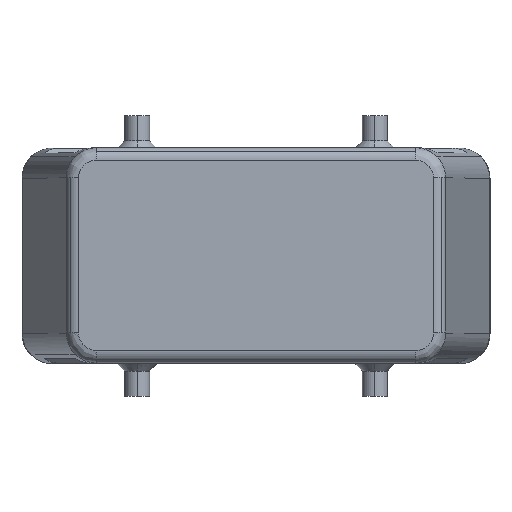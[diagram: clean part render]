
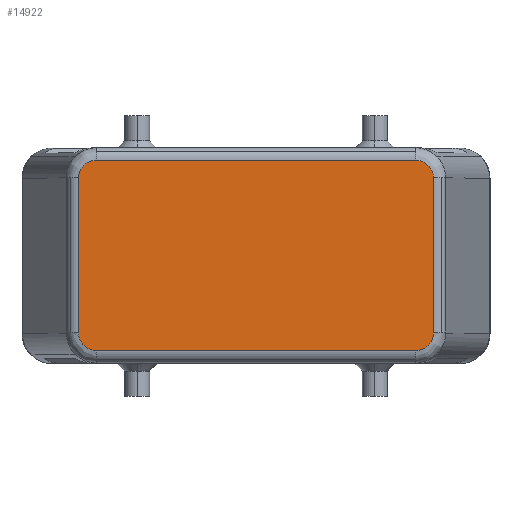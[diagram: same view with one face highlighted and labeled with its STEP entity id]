
A CAD part, top view. The second image highlights one B-rep face of the part: STEP entity #14922.
In plain terms, the highlighted planar face has unit normal (0, 0, 1).
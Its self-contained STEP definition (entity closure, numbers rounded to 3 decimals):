
#217=CARTESIAN_POINT('',(-35.448,-15.5,76.0));
#218=VERTEX_POINT('',#217);
#226=CARTESIAN_POINT('',(-35.448,15.5,76.0));
#227=VERTEX_POINT('',#226);
#228=CARTESIAN_POINT('',(-35.448,-15.5,76.0));
#229=DIRECTION('',(0.0,1.0,0.0));
#230=VECTOR('',#229,31.);
#231=LINE('',#228,#230);
#232=EDGE_CURVE('',#218,#227,#231,.T.);
#14755=CARTESIAN_POINT('',(31.88,19.0,76.0));
#14756=VERTEX_POINT('',#14755);
#14764=CARTESIAN_POINT('',(35.448,15.5,76.0));
#14765=VERTEX_POINT('',#14764);
#14766=CARTESIAN_POINT('',(31.88,15.5,76.0));
#14767=DIRECTION('',(0.0,0.0,-1.0));
#14768=DIRECTION('',(1.0,0.0,0.0));
#14769=AXIS2_PLACEMENT_3D('',#14766,#14767,#14768);
#14770=ELLIPSE('',#14769,3.569,3.5);
#14771=EDGE_CURVE('',#14756,#14765,#14770,.T.);
#14855=CARTESIAN_POINT('',(35.448,-15.5,76.0));
#14856=VERTEX_POINT('',#14855);
#14857=CARTESIAN_POINT('',(35.448,15.5,76.0));
#14858=DIRECTION('',(0.0,-1.0,0.0));
#14859=VECTOR('',#14858,31.);
#14860=LINE('',#14857,#14859);
#14861=EDGE_CURVE('',#14765,#14856,#14860,.T.);
#14873=CARTESIAN_POINT('',(37.5,0.0,76.0));
#14874=DIRECTION('',(0.0,0.0,1.0));
#14875=DIRECTION('',(1.0,0.0,0.0));
#14876=AXIS2_PLACEMENT_3D('',#14873,#14874,#14875);
#14877=PLANE('',#14876);
#14878=ORIENTED_EDGE('',*,*,#14771,.F.);
#14879=CARTESIAN_POINT('',(-31.88,19.0,76.0));
#14880=VERTEX_POINT('',#14879);
#14881=CARTESIAN_POINT('',(-31.88,19.0,76.0));
#14882=DIRECTION('',(1.0,0.0,0.0));
#14883=VECTOR('',#14882,63.76);
#14884=LINE('',#14881,#14883);
#14885=EDGE_CURVE('',#14880,#14756,#14884,.T.);
#14886=ORIENTED_EDGE('',*,*,#14885,.F.);
#14887=CARTESIAN_POINT('',(-31.88,15.5,76.0));
#14888=DIRECTION('',(0.0,0.0,-1.0));
#14889=DIRECTION('',(-1.0,0.0,0.0));
#14890=AXIS2_PLACEMENT_3D('',#14887,#14888,#14889);
#14891=ELLIPSE('',#14890,3.569,3.5);
#14892=EDGE_CURVE('',#227,#14880,#14891,.T.);
#14893=ORIENTED_EDGE('',*,*,#14892,.F.);
#14894=ORIENTED_EDGE('',*,*,#232,.F.);
#14895=CARTESIAN_POINT('',(-31.88,-19.0,76.0));
#14896=VERTEX_POINT('',#14895);
#14897=CARTESIAN_POINT('',(-31.88,-15.5,76.0));
#14898=DIRECTION('',(0.0,0.0,-1.0));
#14899=DIRECTION('',(-1.0,0.0,0.0));
#14900=AXIS2_PLACEMENT_3D('',#14897,#14898,#14899);
#14901=ELLIPSE('',#14900,3.569,3.5);
#14902=EDGE_CURVE('',#14896,#218,#14901,.T.);
#14903=ORIENTED_EDGE('',*,*,#14902,.F.);
#14904=CARTESIAN_POINT('',(31.88,-19.0,76.0));
#14905=VERTEX_POINT('',#14904);
#14906=CARTESIAN_POINT('',(31.88,-19.0,76.0));
#14907=DIRECTION('',(-1.0,0.0,0.0));
#14908=VECTOR('',#14907,63.76);
#14909=LINE('',#14906,#14908);
#14910=EDGE_CURVE('',#14905,#14896,#14909,.T.);
#14911=ORIENTED_EDGE('',*,*,#14910,.F.);
#14912=CARTESIAN_POINT('',(31.88,-15.5,76.0));
#14913=DIRECTION('',(0.0,0.0,-1.0));
#14914=DIRECTION('',(1.0,0.0,0.0));
#14915=AXIS2_PLACEMENT_3D('',#14912,#14913,#14914);
#14916=ELLIPSE('',#14915,3.569,3.5);
#14917=EDGE_CURVE('',#14856,#14905,#14916,.T.);
#14918=ORIENTED_EDGE('',*,*,#14917,.F.);
#14919=ORIENTED_EDGE('',*,*,#14861,.F.);
#14920=EDGE_LOOP('',(#14878,#14886,#14893,#14894,#14903,#14911,#14918,#14919));
#14921=FACE_OUTER_BOUND('',#14920,.T.);
#14922=ADVANCED_FACE('',(#14921),#14877,.T.);
